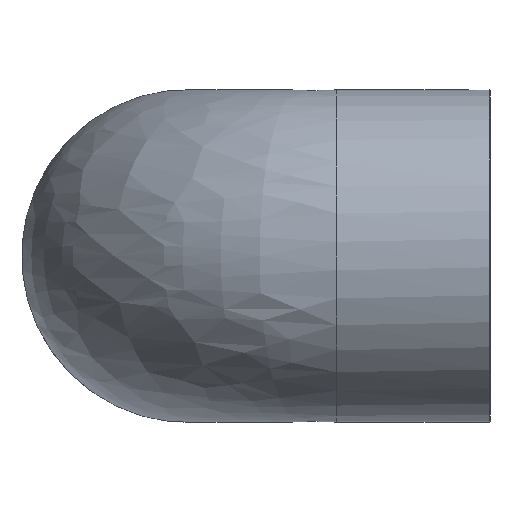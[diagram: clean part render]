
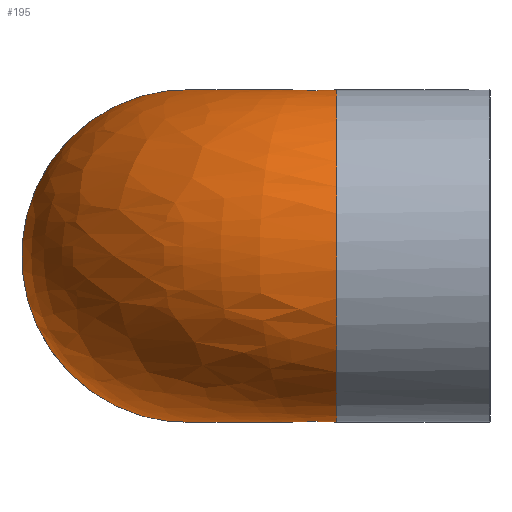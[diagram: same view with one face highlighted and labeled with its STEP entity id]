
A CAD part, left-side view. The second image highlights one B-rep face of the part: STEP entity #195.
In plain terms, the highlighted free-form (B-spline) face has degree [2, 2] with [9, 3] control points.
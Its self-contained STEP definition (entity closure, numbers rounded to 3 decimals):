
#45=CIRCLE('',#217,129.);
#46=CIRCLE('',#218,129.);
#61=(
BOUNDED_SURFACE()
B_SPLINE_SURFACE(2,2,((#364,#365,#366),(#367,#368,#369),(#370,#371,#372),
(#373,#374,#375),(#376,#377,#378),(#379,#380,#381),(#382,#383,#384),(#385,
#386,#387),(#388,#389,#390)),.UNSPECIFIED.,.F.,.F.,.F.)
B_SPLINE_SURFACE_WITH_KNOTS((3,2,2,2,3),(3,3),(-2.664,-1.332,
0.,1.332,2.664),(0.,
1.571),.UNSPECIFIED.)
GEOMETRIC_REPRESENTATION_ITEM()
RATIONAL_B_SPLINE_SURFACE(((1.,0.707,1.),(0.786,
0.556,0.786),(1.,0.707,1.),(0.786,
0.556,0.786),(1.,0.707,1.),(0.786,
0.556,0.786),(1.,0.707,1.),(0.786,
0.556,0.786),(1.,0.707,1.)))
REPRESENTATION_ITEM('')
SURFACE()
);
#63=FACE_OUTER_BOUND('',#80,.T.);
#80=EDGE_LOOP('',(#157,#158,#159,#160));
#111=ELLIPSE('',#213,0.53,0.5);
#113=ELLIPSE('',#215,0.53,0.5);
#115=VERTEX_POINT('',#356);
#116=VERTEX_POINT('',#357);
#117=VERTEX_POINT('',#359);
#118=VERTEX_POINT('',#361);
#133=EDGE_CURVE('',#115,#116,#111,.T.);
#135=EDGE_CURVE('',#118,#117,#113,.T.);
#137=EDGE_CURVE('',#117,#115,#45,.T.);
#138=EDGE_CURVE('',#118,#116,#46,.T.);
#157=ORIENTED_EDGE('',*,*,#135,.T.);
#158=ORIENTED_EDGE('',*,*,#137,.T.);
#159=ORIENTED_EDGE('',*,*,#133,.T.);
#160=ORIENTED_EDGE('',*,*,#138,.F.);
#195=ADVANCED_FACE('',(#63),#61,.F.);
#213=AXIS2_PLACEMENT_3D('',#358,#250,#251);
#215=AXIS2_PLACEMENT_3D('',#362,#254,#255);
#217=AXIS2_PLACEMENT_3D('',#391,#258,#259);
#218=AXIS2_PLACEMENT_3D('',#392,#260,#261);
#250=DIRECTION('center_axis',(0.207,-0.207,-0.956));
#251=DIRECTION('ref_axis',(-0.676,0.676,-0.292));
#254=DIRECTION('center_axis',(0.207,-0.207,0.956));
#255=DIRECTION('ref_axis',(0.676,-0.676,-0.292));
#258=DIRECTION('center_axis',(0.,1.,0.));
#259=DIRECTION('ref_axis',(-1.,0.,0.));
#260=DIRECTION('center_axis',(1.,0.,0.));
#261=DIRECTION('ref_axis',(0.,1.,0.));
#356=CARTESIAN_POINT('',(114.556,119.,59.312));
#357=CARTESIAN_POINT('',(115.,119.444,59.312));
#358=CARTESIAN_POINT('Origin',(115.057,118.943,59.433));
#359=CARTESIAN_POINT('',(114.556,119.,-59.312));
#361=CARTESIAN_POINT('',(115.,119.444,-59.312));
#362=CARTESIAN_POINT('Origin',(115.057,118.943,-59.433));
#364=CARTESIAN_POINT('Ctrl Pts',(114.579,119.,59.268));
#365=CARTESIAN_POINT('Ctrl Pts',(114.579,119.421,59.268));
#366=CARTESIAN_POINT('Ctrl Pts',(115.,119.421,59.268));
#367=CARTESIAN_POINT('Ctrl Pts',(68.003,119.,149.31));
#368=CARTESIAN_POINT('Ctrl Pts',(68.003,165.997,149.31));
#369=CARTESIAN_POINT('Ctrl Pts',(115.,165.997,149.31));
#370=CARTESIAN_POINT('Ctrl Pts',(-30.499,119.,125.343));
#371=CARTESIAN_POINT('Ctrl Pts',(-30.499,264.499,125.343));
#372=CARTESIAN_POINT('Ctrl Pts',(115.,264.499,125.343));
#373=CARTESIAN_POINT('Ctrl Pts',(-129.,119.,101.375));
#374=CARTESIAN_POINT('Ctrl Pts',(-129.,363.,101.375));
#375=CARTESIAN_POINT('Ctrl Pts',(115.,363.,101.375));
#376=CARTESIAN_POINT('Ctrl Pts',(-129.,119.,0.));
#377=CARTESIAN_POINT('Ctrl Pts',(-129.,363.,0.));
#378=CARTESIAN_POINT('Ctrl Pts',(115.,363.,0.));
#379=CARTESIAN_POINT('Ctrl Pts',(-129.,119.,-101.375));
#380=CARTESIAN_POINT('Ctrl Pts',(-129.,363.,-101.375));
#381=CARTESIAN_POINT('Ctrl Pts',(115.,363.,-101.375));
#382=CARTESIAN_POINT('Ctrl Pts',(-30.499,119.,-125.343));
#383=CARTESIAN_POINT('Ctrl Pts',(-30.499,264.499,-125.343));
#384=CARTESIAN_POINT('Ctrl Pts',(115.,264.499,-125.343));
#385=CARTESIAN_POINT('Ctrl Pts',(68.003,119.,-149.31));
#386=CARTESIAN_POINT('Ctrl Pts',(68.003,165.997,-149.31));
#387=CARTESIAN_POINT('Ctrl Pts',(115.,165.997,-149.31));
#388=CARTESIAN_POINT('Ctrl Pts',(114.579,119.,-59.268));
#389=CARTESIAN_POINT('Ctrl Pts',(114.579,119.421,-59.268));
#390=CARTESIAN_POINT('Ctrl Pts',(115.,119.421,-59.268));
#391=CARTESIAN_POINT('Origin',(0.,119.,0.));
#392=CARTESIAN_POINT('Origin',(115.,234.,0.));
